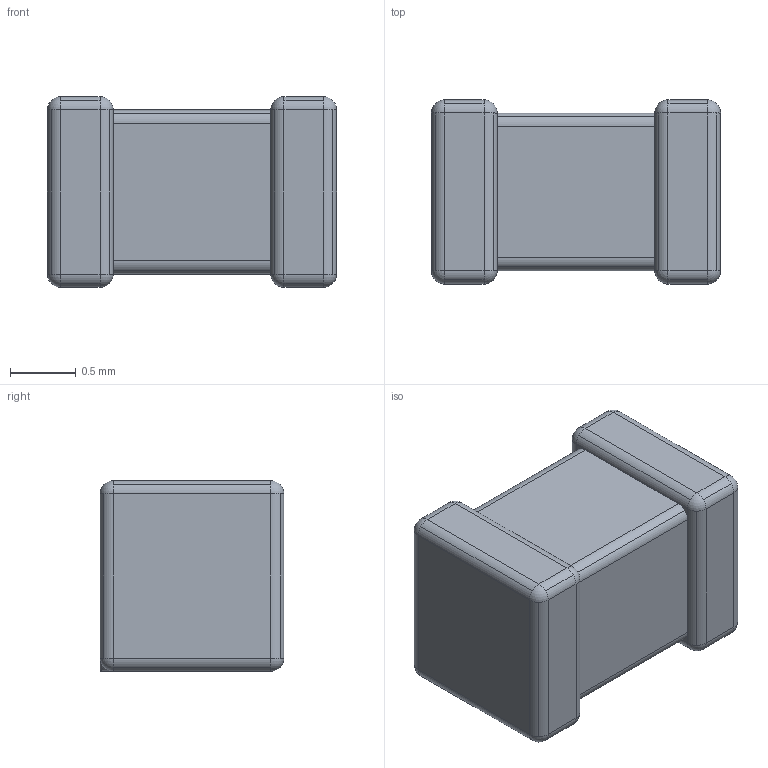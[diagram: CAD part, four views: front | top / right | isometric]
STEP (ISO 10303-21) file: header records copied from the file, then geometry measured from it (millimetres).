
FILE_DESCRIPTION((''),'2;1');
FILE_NAME('INDC2014X145N.stp','2009-07-08T11:48:24',(''),(''),'Mechanical Desktop 2006','Mechanical Desktop 2006',', , ');
FILE_SCHEMA(('AUTOMOTIVE_DESIGN { 1 2 10303 214 0 1 1 1 }'));
Length unit declared in the file: millimetre
Products named in the file (1): Product
Bounding box: 2.2 x 1.4 x 1.45 mm (x, y, z)
Volume: 3.8 mm3; surface area: 21.3 mm2
Topology: 3 solids, 3 shells, 86 faces, 208 edges, 114 vertices
Faces by surface type: cylinder 54, plane 18, sphere 14
Entity records: 2444 total; most frequent: DIRECTION 472, CARTESIAN_POINT 395, ORIENTED_EDGE 388, EDGE_CURVE 194, AXIS2_PLACEMENT_3D 191, VERTEX_POINT 114, CIRCLE 100, VECTOR 90
